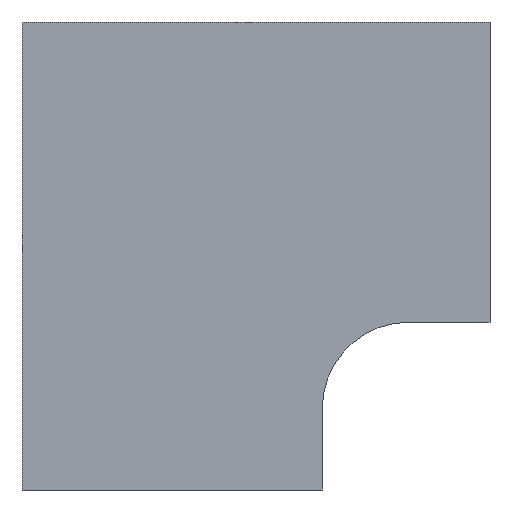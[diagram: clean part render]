
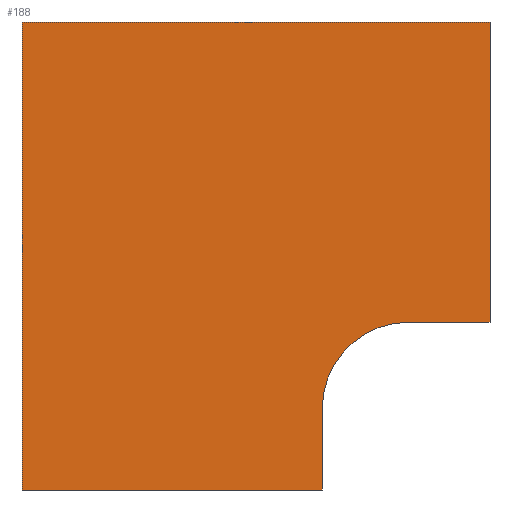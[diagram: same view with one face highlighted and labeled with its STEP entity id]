
A CAD part, front view. The second image highlights one B-rep face of the part: STEP entity #188.
In plain terms, the highlighted planar face has unit normal (0, -1, 0).
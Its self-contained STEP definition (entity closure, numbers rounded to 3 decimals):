
#17 = LINE ( 'NONE', #372, #453 ) ;
#19 = AXIS2_PLACEMENT_3D ( 'NONE', #378, #373, #369 ) ;
#32 = FACE_OUTER_BOUND ( 'NONE', #451, .T. ) ;
#33 = DIRECTION ( 'NONE',  ( -1., 0., 0. ) ) ;
#55 = LINE ( 'NONE', #198, #168 ) ;
#96 = EDGE_CURVE ( 'NONE', #305, #209, #120, .T. ) ;
#118 = VERTEX_POINT ( 'NONE', #508 ) ;
#120 = LINE ( 'NONE', #522, #533 ) ;
#145 = DIRECTION ( 'NONE',  ( -1., 0., 0. ) ) ;
#146 = EDGE_CURVE ( 'NONE', #323, #118, #432, .T. ) ;
#154 = CARTESIAN_POINT ( 'NONE',  ( -32.5, -21.8, -32.5 ) ) ;
#168 = VECTOR ( 'NONE', #177, 1000. ) ;
#177 = DIRECTION ( 'NONE',  ( 0., 0., -1. ) ) ;
#181 = ORIENTED_EDGE ( 'NONE', *, *, #232, .F. ) ;
#182 = ORIENTED_EDGE ( 'NONE', *, *, #444, .F. ) ;
#188 = ADVANCED_FACE ( 'NONE', ( #32 ), #440, .F. ) ;
#197 = ORIENTED_EDGE ( 'NONE', *, *, #427, .F. ) ;
#198 = CARTESIAN_POINT ( 'NONE',  ( 9.2, -21.8, -32.5 ) ) ;
#199 = ORIENTED_EDGE ( 'NONE', *, *, #257, .F. ) ;
#209 = VERTEX_POINT ( 'NONE', #415 ) ;
#211 = ORIENTED_EDGE ( 'NONE', *, *, #96, .F. ) ;
#214 = ORIENTED_EDGE ( 'NONE', *, *, #337, .F. ) ;
#217 = ORIENTED_EDGE ( 'NONE', *, *, #146, .F. ) ;
#232 = EDGE_CURVE ( 'NONE', #281, #323, #17, .T. ) ;
#240 = CARTESIAN_POINT ( 'NONE',  ( 9.2, -21.8, -32.5 ) ) ;
#255 = CIRCLE ( 'NONE', #19, 12. ) ;
#257 = EDGE_CURVE ( 'NONE', #209, #266, #255, .T. ) ;
#266 = VERTEX_POINT ( 'NONE', #382 ) ;
#281 = VERTEX_POINT ( 'NONE', #367 ) ;
#296 = CARTESIAN_POINT ( 'NONE',  ( 32.5, -21.8, -9.2 ) ) ;
#297 = DIRECTION ( 'NONE',  ( 0., 0., -1. ) ) ;
#304 = CARTESIAN_POINT ( 'NONE',  ( -32.5, -21.8, 32.5 ) ) ;
#305 = VERTEX_POINT ( 'NONE', #334 ) ;
#323 = VERTEX_POINT ( 'NONE', #304 ) ;
#324 = VECTOR ( 'NONE', #297, 1000. ) ;
#334 = CARTESIAN_POINT ( 'NONE',  ( 32.5, -21.8, -9.2 ) ) ;
#337 = EDGE_CURVE ( 'NONE', #118, #305, #413, .T. ) ;
#367 = CARTESIAN_POINT ( 'NONE',  ( -32.5, -21.8, -32.5 ) ) ;
#369 = DIRECTION ( 'NONE',  ( 0., 0., 1. ) ) ;
#372 = CARTESIAN_POINT ( 'NONE',  ( -32.5, -21.8, 32.5 ) ) ;
#373 = DIRECTION ( 'NONE',  ( 0., -1., 0. ) ) ;
#375 = VECTOR ( 'NONE', #145, 1000. ) ;
#378 = CARTESIAN_POINT ( 'NONE',  ( 21.2, -21.8, -21.2 ) ) ;
#382 = CARTESIAN_POINT ( 'NONE',  ( 9.2, -21.8, -21.2 ) ) ;
#394 = DIRECTION ( 'NONE',  ( 0., 0., 1. ) ) ;
#395 = VERTEX_POINT ( 'NONE', #240 ) ;
#413 = LINE ( 'NONE', #296, #324 ) ;
#415 = CARTESIAN_POINT ( 'NONE',  ( 21.2, -21.8, -9.2 ) ) ;
#420 = VECTOR ( 'NONE', #491, 1000. ) ;
#427 = EDGE_CURVE ( 'NONE', #266, #395, #55, .T. ) ;
#428 = DIRECTION ( 'NONE',  ( 0., 0., 1. ) ) ;
#430 = DIRECTION ( 'NONE',  ( 0., 1., 0. ) ) ;
#432 = LINE ( 'NONE', #490, #420 ) ;
#439 = CARTESIAN_POINT ( 'NONE',  ( 21.2, -21.8, -21.2 ) ) ;
#440 = PLANE ( 'NONE',  #525 ) ;
#444 = EDGE_CURVE ( 'NONE', #395, #281, #484, .T. ) ;
#451 = EDGE_LOOP ( 'NONE', ( #181, #182, #197, #199, #211, #214, #217 ) ) ;
#453 = VECTOR ( 'NONE', #394, 1000. ) ;
#484 = LINE ( 'NONE', #154, #375 ) ;
#490 = CARTESIAN_POINT ( 'NONE',  ( -32.5, -21.8, 32.5 ) ) ;
#491 = DIRECTION ( 'NONE',  ( 1., 0., 0. ) ) ;
#508 = CARTESIAN_POINT ( 'NONE',  ( 32.5, -21.8, 32.5 ) ) ;
#522 = CARTESIAN_POINT ( 'NONE',  ( 21.2, -21.8, -9.2 ) ) ;
#525 = AXIS2_PLACEMENT_3D ( 'NONE', #439, #430, #428 ) ;
#533 = VECTOR ( 'NONE', #33, 1000. ) ;
